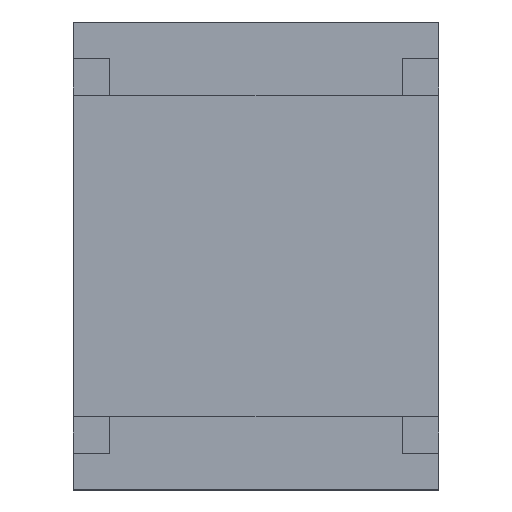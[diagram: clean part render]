
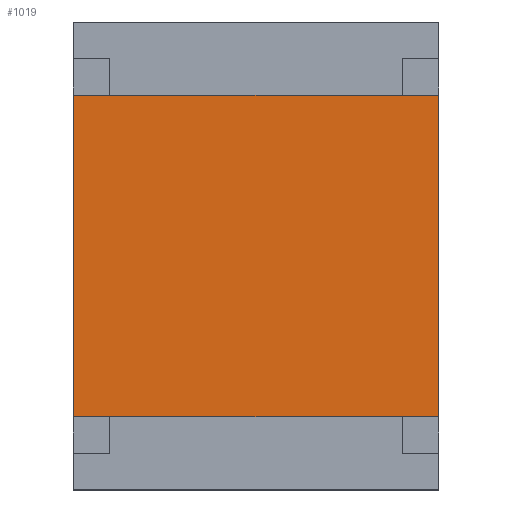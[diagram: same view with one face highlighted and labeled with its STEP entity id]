
A CAD part, top view. The second image highlights one B-rep face of the part: STEP entity #1019.
In plain terms, the highlighted planar face has unit normal (0, 0, 1).
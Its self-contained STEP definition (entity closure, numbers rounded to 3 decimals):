
#136=DIRECTION('',(0.,-1.,0.));
#137=VECTOR('',#136,2.2);
#138=CARTESIAN_POINT('',(1.25,1.1,0.595));
#139=LINE('',#138,#137);
#248=DIRECTION('',(0.,-1.,0.));
#249=VECTOR('',#248,2.2);
#250=CARTESIAN_POINT('',(-1.25,1.1,0.595));
#251=LINE('',#250,#249);
#458=DIRECTION('',(1.,0.,0.));
#459=VECTOR('',#458,0.25);
#460=CARTESIAN_POINT('',(-1.25,1.1,0.595));
#461=LINE('',#460,#459);
#465=DIRECTION('',(-1.,0.,0.));
#466=VECTOR('',#465,2.);
#467=CARTESIAN_POINT('',(1.,1.1,0.595));
#468=LINE('',#467,#466);
#472=DIRECTION('',(-1.,0.,0.));
#473=VECTOR('',#472,0.25);
#474=CARTESIAN_POINT('',(1.25,1.1,0.595));
#475=LINE('',#474,#473);
#479=DIRECTION('',(-1.,0.,0.));
#480=VECTOR('',#479,0.25);
#481=CARTESIAN_POINT('',(1.25,-1.1,0.595));
#482=LINE('',#481,#480);
#486=DIRECTION('',(1.,0.,0.));
#487=VECTOR('',#486,2.);
#488=CARTESIAN_POINT('',(-1.,-1.1,0.595));
#489=LINE('',#488,#487);
#493=DIRECTION('',(1.,0.,0.));
#494=VECTOR('',#493,0.25);
#495=CARTESIAN_POINT('',(-1.25,-1.1,0.595));
#496=LINE('',#495,#494);
#623=CARTESIAN_POINT('',(-1.25,1.1,0.595));
#624=VERTEX_POINT('',#623);
#625=CARTESIAN_POINT('',(-1.,1.1,0.595));
#626=VERTEX_POINT('',#625);
#629=CARTESIAN_POINT('',(-1.25,-1.1,0.595));
#630=VERTEX_POINT('',#629);
#631=CARTESIAN_POINT('',(1.,1.1,0.595));
#632=VERTEX_POINT('',#631);
#669=CARTESIAN_POINT('',(1.25,1.1,0.595));
#670=VERTEX_POINT('',#669);
#671=CARTESIAN_POINT('',(1.25,-1.1,0.595));
#672=VERTEX_POINT('',#671);
#677=CARTESIAN_POINT('',(-1.,-1.1,0.595));
#678=VERTEX_POINT('',#677);
#679=CARTESIAN_POINT('',(1.,-1.1,0.595));
#680=VERTEX_POINT('',#679);
#1000=CARTESIAN_POINT('',(0.,0.,0.595));
#1001=DIRECTION('',(0.,0.,1.));
#1002=DIRECTION('',(0.,-1.,0.));
#1003=AXIS2_PLACEMENT_3D('',#1000,#1001,#1002);
#1004=PLANE('',#1003);
#1005=ORIENTED_EDGE('',*,*,#871,.T.);
#1007=ORIENTED_EDGE('',*,*,#1006,.F.);
#1008=ORIENTED_EDGE('',*,*,#993,.F.);
#1009=ORIENTED_EDGE('',*,*,#758,.T.);
#1011=ORIENTED_EDGE('',*,*,#1010,.T.);
#1013=ORIENTED_EDGE('',*,*,#1012,.F.);
#1015=ORIENTED_EDGE('',*,*,#1014,.F.);
#1016=ORIENTED_EDGE('',*,*,#835,.F.);
#1017=EDGE_LOOP('',(#1005,#1007,#1008,#1009,#1011,#1013,#1015,#1016));
#1018=FACE_OUTER_BOUND('',#1017,.F.);
#1019=ADVANCED_FACE('',(#1018),#1004,.T.);
#758=EDGE_CURVE('',#670,#672,#139,.T.);
#835=EDGE_CURVE('',#624,#630,#251,.T.);
#871=EDGE_CURVE('',#624,#626,#461,.T.);
#993=EDGE_CURVE('',#670,#632,#475,.T.);
#1006=EDGE_CURVE('',#632,#626,#468,.T.);
#1010=EDGE_CURVE('',#672,#680,#482,.T.);
#1012=EDGE_CURVE('',#678,#680,#489,.T.);
#1014=EDGE_CURVE('',#630,#678,#496,.T.);
